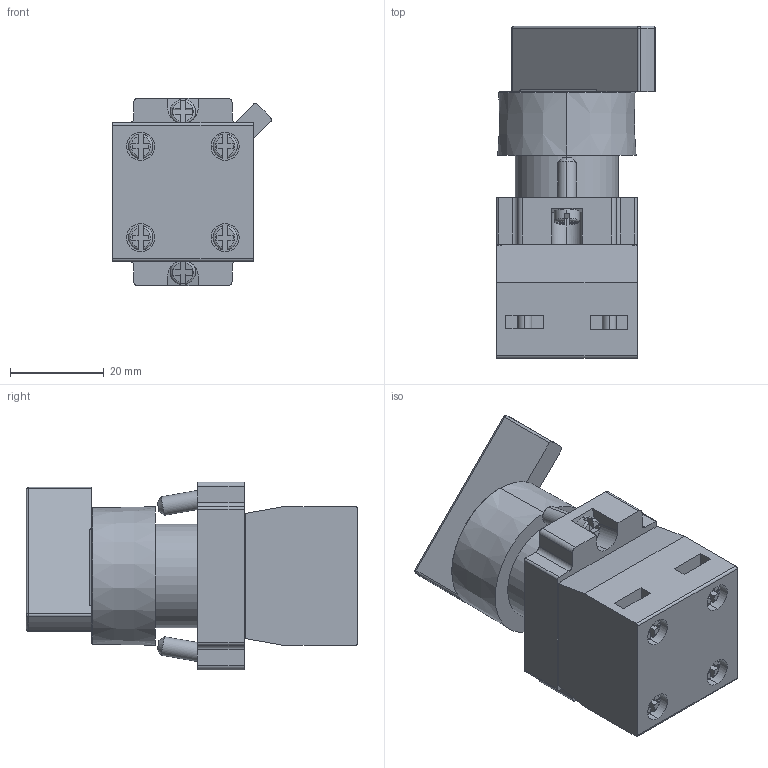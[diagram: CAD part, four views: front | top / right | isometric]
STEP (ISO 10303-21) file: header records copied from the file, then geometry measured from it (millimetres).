
FILE_DESCRIPTION (( 'STEP AP203' ), '1' );
FILE_NAME ('Ïåðåêëþ÷àòåëü BJ33 3P.STEP', '2018-09-04T07:02:18', ( '' ), ( '' ), 'SwSTEP 2.0', 'SolidWorks 2017', '' );
FILE_SCHEMA (( 'CONFIG_CONTROL_DESIGN' ));
Length unit declared in the file: millimetre
Products named in the file (1): Ïåðåêëþ÷àòåëü BJ33 3P
Bounding box: 33.88 x 70.7 x 40 mm (x, y, z)
Volume: 42679.6 mm3; surface area: 14711.7 mm2
Topology: 1 solids, 1 shells, 275 faces, 711 edges, 456 vertices
Faces by surface type: plane 172, cylinder 73, torus 14, cone 12, sphere 4
Entity records: 8514 total; most frequent: CARTESIAN_POINT 1631, DIRECTION 1415, ORIENTED_EDGE 1414, EDGE_CURVE 707, AXIS2_PLACEMENT_3D 472, VECTOR 471, LINE 471, VERTEX_POINT 456
